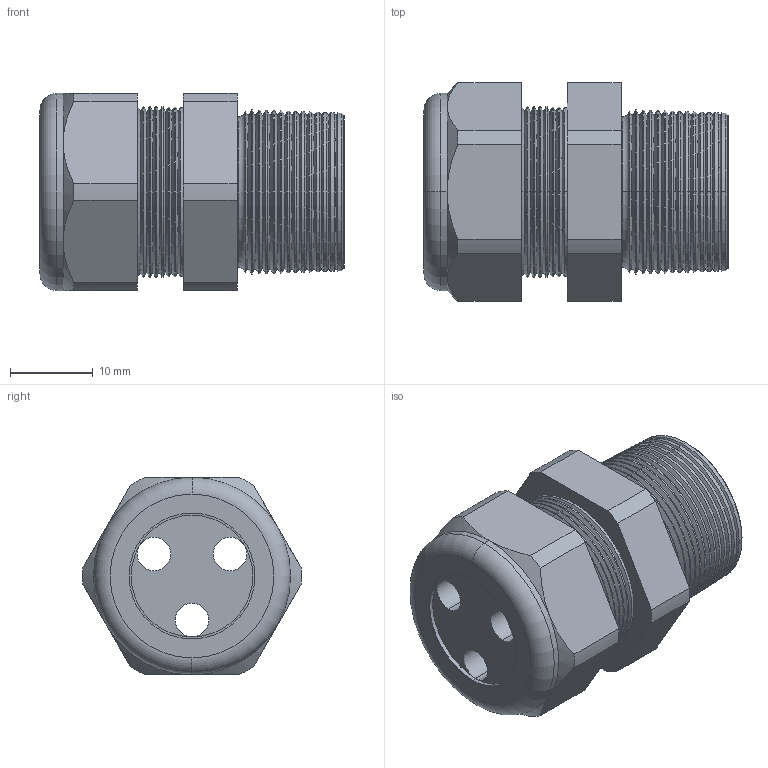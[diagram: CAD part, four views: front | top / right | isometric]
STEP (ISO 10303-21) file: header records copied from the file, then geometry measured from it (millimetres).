
FILE_DESCRIPTION (( 'STEP AP203' ), '1' );
FILE_NAME ('CD13N3-BR.STEP', '2008-12-16T06:03:12', ( 'BSI00' ), ( '' ), 'SwSTEP 2.0', 'SolidWorks 2007', '' );
FILE_SCHEMA (( 'CONFIG_CONTROL_DESIGN' ));
Length unit declared in the file: inch
Products named in the file (1): CD13N3-BR
Bounding box: 36.83 x 26.49 x 23.88 mm (x, y, z)
Volume: 8746.7 mm3; surface area: 7102.7 mm2
Topology: 2 solids, 2 shells, 186 faces, 396 edges, 218 vertices
Faces by surface type: cone 134, cylinder 26, plane 20, torus 6
Entity records: 5073 total; most frequent: DIRECTION 958, CARTESIAN_POINT 889, ORIENTED_EDGE 792, EDGE_CURVE 396, AXIS2_PLACEMENT_3D 387, VERTEX_POINT 218, CIRCLE 200, EDGE_LOOP 198
